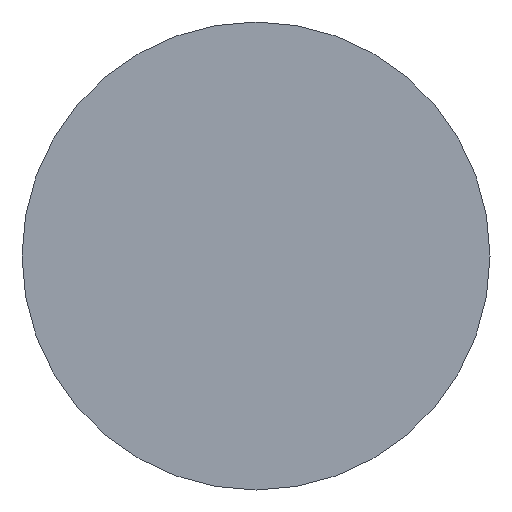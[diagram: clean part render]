
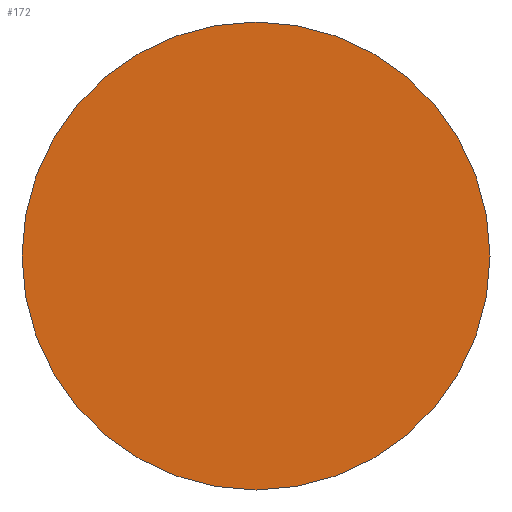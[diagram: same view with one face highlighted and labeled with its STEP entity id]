
A CAD part, front view. The second image highlights one B-rep face of the part: STEP entity #172.
In plain terms, the highlighted planar face has unit normal (0, -1, 0).
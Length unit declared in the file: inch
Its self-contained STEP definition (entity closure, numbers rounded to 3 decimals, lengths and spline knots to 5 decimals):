
#5=CARTESIAN_POINT('',(0.,0.,0.));
#6=DIRECTION('',(0.,-1.,0.));
#7=DIRECTION('',(1.,0.,0.));
#8=AXIS2_PLACEMENT_3D('',#5,#6,#7);
#14=CARTESIAN_POINT('',(0.,0.,0.));
#15=DIRECTION('',(0.,1.,0.));
#16=DIRECTION('',(1.,0.,0.));
#17=AXIS2_PLACEMENT_3D('',#14,#15,#16);
#129=CARTESIAN_POINT('',(1.25,0.,0.));
#131=VERTEX_POINT('',#129);
#137=CARTESIAN_POINT('',(-1.25,0.,0.));
#139=VERTEX_POINT('',#137);
#161=CARTESIAN_POINT('',(0.,0.,0.));
#162=DIRECTION('',(0.,1.,0.));
#163=DIRECTION('',(1.,0.,0.));
#164=AXIS2_PLACEMENT_3D('',#161,#162,#163);
#165=PLANE('',#164);
#167=ORIENTED_EDGE('',*,*,#166,.F.);
#169=ORIENTED_EDGE('',*,*,#168,.T.);
#170=EDGE_LOOP('',(#167,#169));
#171=FACE_OUTER_BOUND('',#170,.F.);
#172=ADVANCED_FACE('',(#171),#165,.F.);
#9=CIRCLE('',#8,1.25);
#18=CIRCLE('',#17,1.25);
#166=EDGE_CURVE('',#131,#139,#9,.T.);
#168=EDGE_CURVE('',#131,#139,#18,.T.);
